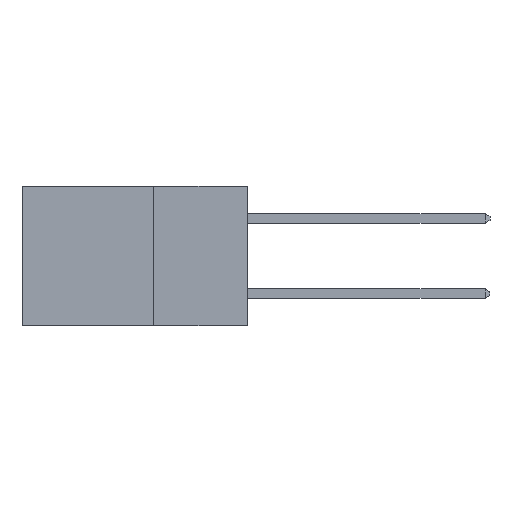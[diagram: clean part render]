
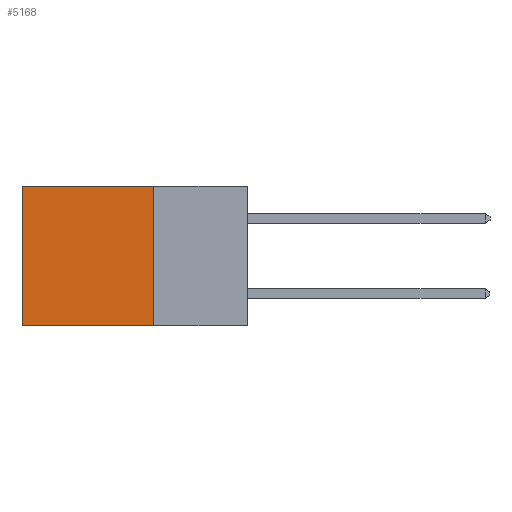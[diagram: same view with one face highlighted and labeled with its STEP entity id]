
A CAD part, left-side view. The second image highlights one B-rep face of the part: STEP entity #5168.
In plain terms, the highlighted planar face has unit normal (-1, 0, 0).
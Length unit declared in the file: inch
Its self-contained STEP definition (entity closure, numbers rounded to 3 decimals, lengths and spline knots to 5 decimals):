
#1522 = EDGE_CURVE ( 'NONE', #6156, #10280, #2022, .T. ) ;
#1590 = CARTESIAN_POINT ( 'NONE',  ( 0.298, 0.6, 0. ) ) ;
#2022 = LINE ( 'NONE', #1590, #20891 ) ;
#2195 = ORIENTED_EDGE ( 'NONE', *, *, #4219, .T. ) ;
#3573 = LINE ( 'NONE', #18071, #21876 ) ;
#3821 = DIRECTION ( 'NONE',  ( 0., 1., 0. ) ) ;
#4219 = EDGE_CURVE ( 'NONE', #7193, #6156, #3573, .T. ) ;
#5168 = ADVANCED_FACE ( 'NONE', ( #11739 ), #5862, .F. ) ;
#5242 = CARTESIAN_POINT ( 'NONE',  ( 0.298, 0.25, 0. ) ) ;
#5339 = DIRECTION ( 'NONE',  ( 1., 0., 0. ) ) ;
#5364 = ORIENTED_EDGE ( 'NONE', *, *, #9997, .F. ) ;
#5688 = LINE ( 'NONE', #8810, #9331 ) ;
#5862 = PLANE ( 'NONE',  #11998 ) ;
#6156 = VERTEX_POINT ( 'NONE', #19261 ) ;
#6245 = DIRECTION ( 'NONE',  ( 0., 0., -1. ) ) ;
#7193 = VERTEX_POINT ( 'NONE', #12488 ) ;
#8810 = CARTESIAN_POINT ( 'NONE',  ( 0.298, 0.25, 0. ) ) ;
#9331 = VECTOR ( 'NONE', #15889, 39.37008 ) ;
#9612 = CARTESIAN_POINT ( 'NONE',  ( 0.298, 0.6, -0.37 ) ) ;
#9997 = EDGE_CURVE ( 'NONE', #7193, #16166, #5688, .T. ) ;
#10280 = VERTEX_POINT ( 'NONE', #9612 ) ;
#11739 = FACE_OUTER_BOUND ( 'NONE', #14144, .T. ) ;
#11998 = AXIS2_PLACEMENT_3D ( 'NONE', #5242, #5339, #6245 ) ;
#12429 = VECTOR ( 'NONE', #13125, 39.37008 ) ;
#12488 = CARTESIAN_POINT ( 'NONE',  ( 0.298, 0.25, 0. ) ) ;
#13043 = CARTESIAN_POINT ( 'NONE',  ( 0.298, 0.25, -0.37 ) ) ;
#13125 = DIRECTION ( 'NONE',  ( 0., 1., 0. ) ) ;
#14144 = EDGE_LOOP ( 'NONE', ( #17656, #19500, #5364, #2195 ) ) ;
#15889 = DIRECTION ( 'NONE',  ( 0., 0., -1. ) ) ;
#16081 = EDGE_CURVE ( 'NONE', #16166, #10280, #17195, .T. ) ;
#16166 = VERTEX_POINT ( 'NONE', #20417 ) ;
#17195 = LINE ( 'NONE', #13043, #12429 ) ;
#17656 = ORIENTED_EDGE ( 'NONE', *, *, #1522, .T. ) ;
#18071 = CARTESIAN_POINT ( 'NONE',  ( 0.298, 0.25, 0. ) ) ;
#19261 = CARTESIAN_POINT ( 'NONE',  ( 0.298, 0.6, 0. ) ) ;
#19500 = ORIENTED_EDGE ( 'NONE', *, *, #16081, .F. ) ;
#20417 = CARTESIAN_POINT ( 'NONE',  ( 0.298, 0.25, -0.37 ) ) ;
#20563 = DIRECTION ( 'NONE',  ( 0., 0., -1. ) ) ;
#20891 = VECTOR ( 'NONE', #20563, 39.37008 ) ;
#21876 = VECTOR ( 'NONE', #3821, 39.37008 ) ;
